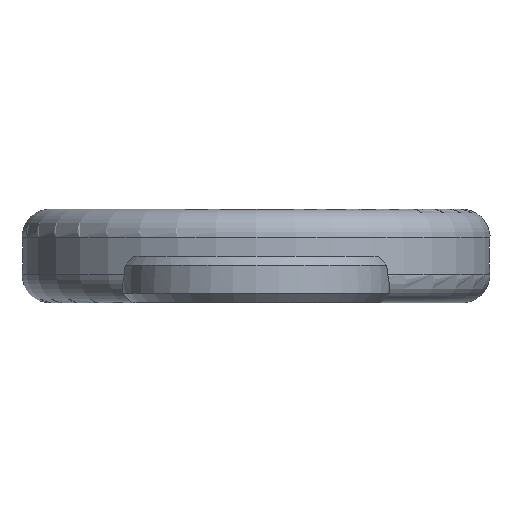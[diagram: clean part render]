
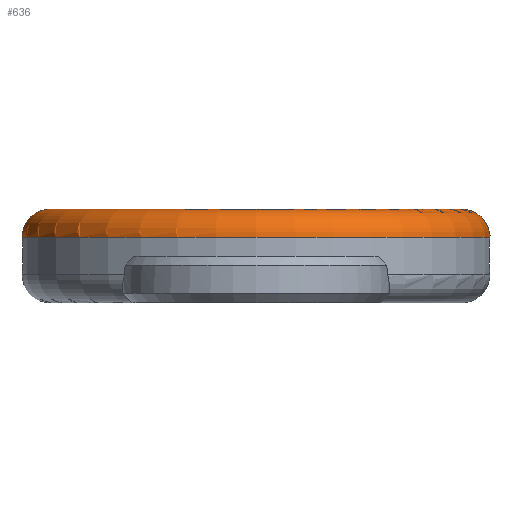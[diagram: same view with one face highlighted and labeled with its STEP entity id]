
A CAD part, left-side view. The second image highlights one B-rep face of the part: STEP entity #636.
In plain terms, the highlighted toroidal (fillet/blend) face has major radius 22 mm and minor radius 3 mm.
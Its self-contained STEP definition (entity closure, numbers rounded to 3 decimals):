
#52=CIRCLE('',#692,25.);
#53=CIRCLE('',#693,25.);
#54=CIRCLE('',#695,22.);
#55=CIRCLE('',#696,3.);
#56=CIRCLE('',#697,25.);
#86=TOROIDAL_SURFACE('',#694,22.,3.);
#92=FACE_OUTER_BOUND('',#129,.T.);
#129=EDGE_LOOP('',(#442,#443,#444,#445,#446,#447,#448,#449));
#205=B_SPLINE_CURVE_WITH_KNOTS('',3,(#1058,#1059,#1060,#1061,#1062,#1063,
#1064,#1065),.UNSPECIFIED.,.F.,.F.,(4,2,2,4),(0.,0.047,
0.116,0.188),.UNSPECIFIED.);
#210=B_SPLINE_CURVE_WITH_KNOTS('',3,(#1123,#1124,#1125,#1126,#1127,#1128,
#1129,#1130),.UNSPECIFIED.,.F.,.F.,(4,2,2,4),(0.,0.047,0.116,
0.188),.UNSPECIFIED.);
#254=VERTEX_POINT('',#1049);
#255=VERTEX_POINT('',#1057);
#260=VERTEX_POINT('',#1099);
#261=VERTEX_POINT('',#1101);
#263=VERTEX_POINT('',#1118);
#264=VERTEX_POINT('',#1121);
#322=EDGE_CURVE('',#254,#255,#205,.T.);
#330=EDGE_CURVE('',#260,#255,#52,.T.);
#331=EDGE_CURVE('',#261,#260,#53,.T.);
#334=EDGE_CURVE('',#263,#263,#54,.T.);
#335=EDGE_CURVE('',#263,#260,#55,.T.);
#336=EDGE_CURVE('',#254,#264,#56,.T.);
#337=EDGE_CURVE('',#261,#264,#210,.T.);
#442=ORIENTED_EDGE('',*,*,#334,.T.);
#443=ORIENTED_EDGE('',*,*,#335,.T.);
#444=ORIENTED_EDGE('',*,*,#330,.T.);
#445=ORIENTED_EDGE('',*,*,#322,.F.);
#446=ORIENTED_EDGE('',*,*,#336,.T.);
#447=ORIENTED_EDGE('',*,*,#337,.F.);
#448=ORIENTED_EDGE('',*,*,#331,.T.);
#449=ORIENTED_EDGE('',*,*,#335,.F.);
#636=ADVANCED_FACE('',(#92),#86,.T.);
#692=AXIS2_PLACEMENT_3D('',#1100,#769,#770);
#693=AXIS2_PLACEMENT_3D('',#1102,#771,#772);
#694=AXIS2_PLACEMENT_3D('',#1117,#773,#774);
#695=AXIS2_PLACEMENT_3D('',#1119,#775,#776);
#696=AXIS2_PLACEMENT_3D('',#1120,#777,#778);
#697=AXIS2_PLACEMENT_3D('',#1122,#779,#780);
#769=DIRECTION('center_axis',(0.,0.,1.));
#770=DIRECTION('ref_axis',(1.,0.,0.));
#771=DIRECTION('center_axis',(0.,0.,1.));
#772=DIRECTION('ref_axis',(1.,0.,0.));
#773=DIRECTION('center_axis',(0.,0.,1.));
#774=DIRECTION('ref_axis',(1.,0.,0.));
#775=DIRECTION('center_axis',(0.,0.,-1.));
#776=DIRECTION('ref_axis',(1.,0.,0.));
#777=DIRECTION('center_axis',(0.,-1.,0.));
#778=DIRECTION('ref_axis',(-1.,0.,0.));
#779=DIRECTION('center_axis',(0.,0.,1.));
#780=DIRECTION('ref_axis',(1.,0.,0.));
#1049=CARTESIAN_POINT('',(0.916,-24.983,2.));
#1057=CARTESIAN_POINT('',(-0.916,-24.983,2.));
#1058=CARTESIAN_POINT('Ctrl Pts',(0.916,-24.983,2.));
#1059=CARTESIAN_POINT('Ctrl Pts',(0.773,-24.988,2.066));
#1060=CARTESIAN_POINT('Ctrl Pts',(0.621,-24.991,2.114));
#1061=CARTESIAN_POINT('Ctrl Pts',(0.241,-24.994,2.193));
#1062=CARTESIAN_POINT('Ctrl Pts',(0.008,-24.994,
2.205));
#1063=CARTESIAN_POINT('Ctrl Pts',(-0.461,-24.993,2.16));
#1064=CARTESIAN_POINT('Ctrl Pts',(-0.698,-24.991,2.1));
#1065=CARTESIAN_POINT('Ctrl Pts',(-0.916,-24.983,2.));
#1099=CARTESIAN_POINT('',(-25.,0.,2.));
#1100=CARTESIAN_POINT('Origin',(0.,0.,2.));
#1101=CARTESIAN_POINT('',(-0.916,24.983,2.));
#1102=CARTESIAN_POINT('Origin',(0.,0.,2.));
#1117=CARTESIAN_POINT('Origin',(0.,0.,2.));
#1118=CARTESIAN_POINT('',(-22.,0.,5.));
#1119=CARTESIAN_POINT('Origin',(0.,0.,5.));
#1120=CARTESIAN_POINT('Origin',(-22.,0.,2.));
#1121=CARTESIAN_POINT('',(0.916,24.983,2.));
#1122=CARTESIAN_POINT('Origin',(0.,0.,2.));
#1123=CARTESIAN_POINT('Ctrl Pts',(-0.916,24.983,2.));
#1124=CARTESIAN_POINT('Ctrl Pts',(-0.773,24.988,2.066));
#1125=CARTESIAN_POINT('Ctrl Pts',(-0.62,24.991,2.115));
#1126=CARTESIAN_POINT('Ctrl Pts',(-0.241,24.994,2.193));
#1127=CARTESIAN_POINT('Ctrl Pts',(-0.007,24.994,
2.205));
#1128=CARTESIAN_POINT('Ctrl Pts',(0.461,24.993,2.16));
#1129=CARTESIAN_POINT('Ctrl Pts',(0.698,24.991,2.1));
#1130=CARTESIAN_POINT('Ctrl Pts',(0.916,24.983,2.));
